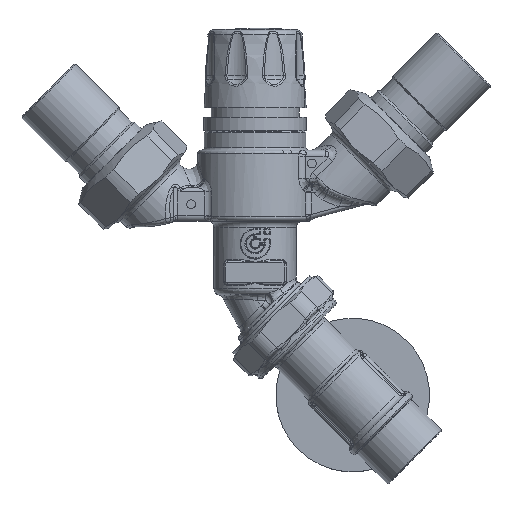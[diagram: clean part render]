
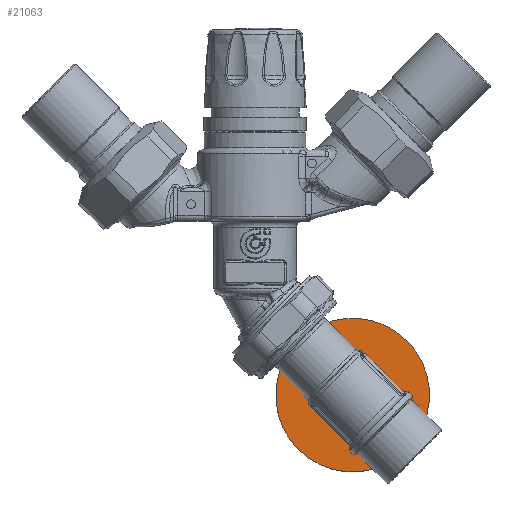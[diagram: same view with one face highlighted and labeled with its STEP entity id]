
A CAD part, top view. The second image highlights one B-rep face of the part: STEP entity #21063.
In plain terms, the highlighted face is planar.
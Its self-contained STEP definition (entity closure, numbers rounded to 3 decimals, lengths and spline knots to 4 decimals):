
#2381=FACE_BOUND('',#5609,.T.);
#4179=FACE_OUTER_BOUND('',#5608,.T.);
#5608=EDGE_LOOP('',(#19316));
#5609=EDGE_LOOP('',(#19317));
#8515=CIRCLE('',#23547,1.03);
#8519=CIRCLE('',#23555,0.3);
#10237=VERTEX_POINT('',#75542);
#10241=VERTEX_POINT('',#75556);
#13269=EDGE_CURVE('',#10237,#10237,#8515,.T.);
#13275=EDGE_CURVE('',#10241,#10241,#8519,.T.);
#19316=ORIENTED_EDGE('',*,*,#13269,.T.);
#19317=ORIENTED_EDGE('',*,*,#13275,.T.);
#19697=PLANE('',#23557);
#21063=ADVANCED_FACE('',(#4179,#2381),#19697,.F.);
#23547=AXIS2_PLACEMENT_3D('',#75544,#29042,#29043);
#23555=AXIS2_PLACEMENT_3D('',#75558,#29060,#29061);
#23557=AXIS2_PLACEMENT_3D('',#75560,#29064,#29065);
#29042=DIRECTION('center_axis',(-1.,0.,0.));
#29043=DIRECTION('ref_axis',(0.,1.,0.));
#29060=DIRECTION('center_axis',(1.,0.,0.));
#29061=DIRECTION('ref_axis',(0.,-1.,0.));
#29064=DIRECTION('center_axis',(1.,0.,0.));
#29065=DIRECTION('ref_axis',(0.,-1.,0.));
#75542=CARTESIAN_POINT('',(1.0824,-1.03,0.));
#75544=CARTESIAN_POINT('Origin',(1.0824,0.,0.));
#75556=CARTESIAN_POINT('',(1.0824,0.3,0.));
#75558=CARTESIAN_POINT('Origin',(1.0824,0.,0.));
#75560=CARTESIAN_POINT('Origin',(1.0824,0.,
0.));
